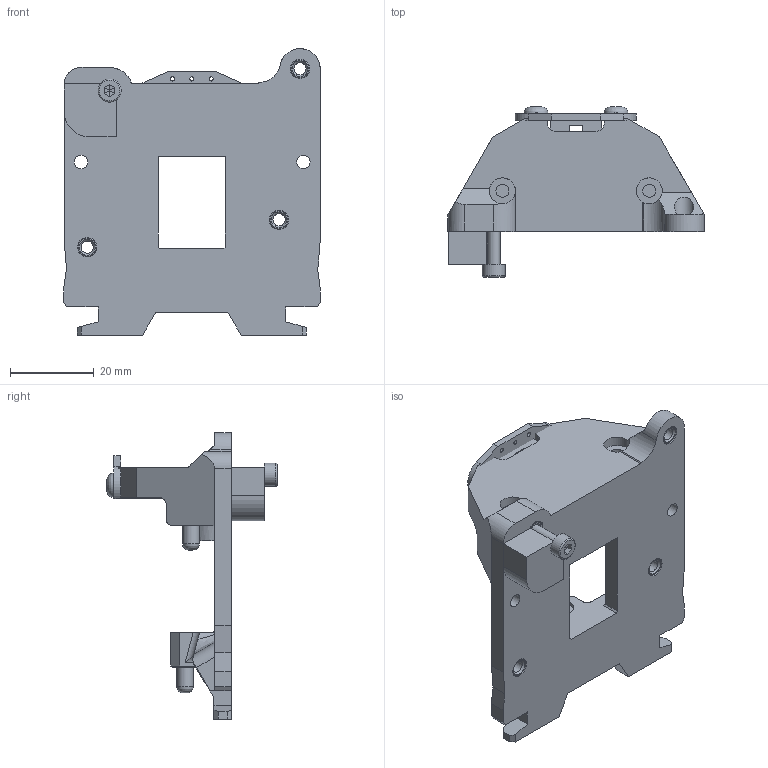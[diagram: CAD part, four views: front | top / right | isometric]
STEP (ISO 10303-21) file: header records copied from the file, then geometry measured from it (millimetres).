
FILE_DESCRIPTION(/* description */ (''),/* implementation_level */ '2;1');
FILE_NAME(/* name */ 'SV08.step',/* time_stamp */ '2024-11-15T16:24:16-07:00',/* author */ (''),/* organization */ (''),/* preprocessor_version */ 'ST-DEVELOPER v20',/* originating_system */ 'Autodesk Translation Framework v13.20.0.188',/* authorisation */ '');
FILE_SCHEMA (('AUTOMOTIVE_DESIGN { 1 0 10303 214 3 1 1 }'));
Length unit declared in the file: millimetre
Products named in the file (16): SV08 SC v1.1r2; backplate; ScrewLeverage; Hardware; M3 heat insert; Hexagon Socket Head Cap Screw DIN 912 - M3 x 0.5 x 10 Steel 4.6 Plain
 v1; Hardware (1); Tap_Sensor; Board; Sensor; M3x6 BHCS (2); M3x6 FHCS (7) (1); M3x6 FHCS (7) (1) (1); Pins 4x12 Rounded; Pins 4x12 Rounded (1); Pins 4x12 Rounded (2)
Assembly tree (19 placements, depth 4):
  SV08 SC v1.1r2
    backplate
      ScrewLeverage
      Hardware
        M3 heat insert  x4
        Hexagon Socket Head Cap Screw DIN 912 - M3 x 0.5 x 10 Steel 4.6 Plain
 v1
    Hardware (1)
      Tap_Sensor
        Board
        Sensor
        M3x6 BHCS (2)  x2
      M3x6 FHCS (7) (1)
      M3x6 FHCS (7) (1) (1)
      Pins 4x12 Rounded
      Pins 4x12 Rounded (1)
      Pins 4x12 Rounded (2)
Bounding box: 61.07 x 40.55 x 68.3 mm (x, y, z)
Volume: 27331.7 mm3; surface area: 15683.1 mm2
Topology: 16 solids, 16 shells, 876 faces, 2344 edges, 1538 vertices
Faces by surface type: bspline 325, plane 300, cylinder 208, cone 30, torus 11, sphere 2
Full cylindrical faces by diameter (mm): 0.87 x5, 1 x3, 1.8 x1, 2 x1, 2.8 x4, 2.9 x4, 2.927 x1, 3 x8, 3.1 x3, 3.2 x4, 3.6 x1, 4 x4, 4.2 x4, 4.25 x4, 4.6 x8, 5.5 x1, 5.54 x2, 5.7 x2, 6.2 x5
Entity records: 18243 total; most frequent: CARTESIAN_POINT 5615, ORIENTED_EDGE 2620, DIRECTION 2393, EDGE_CURVE 1310, VERTEX_POINT 854, AXIS2_PLACEMENT_3D 841, LINE 711, VECTOR 711
